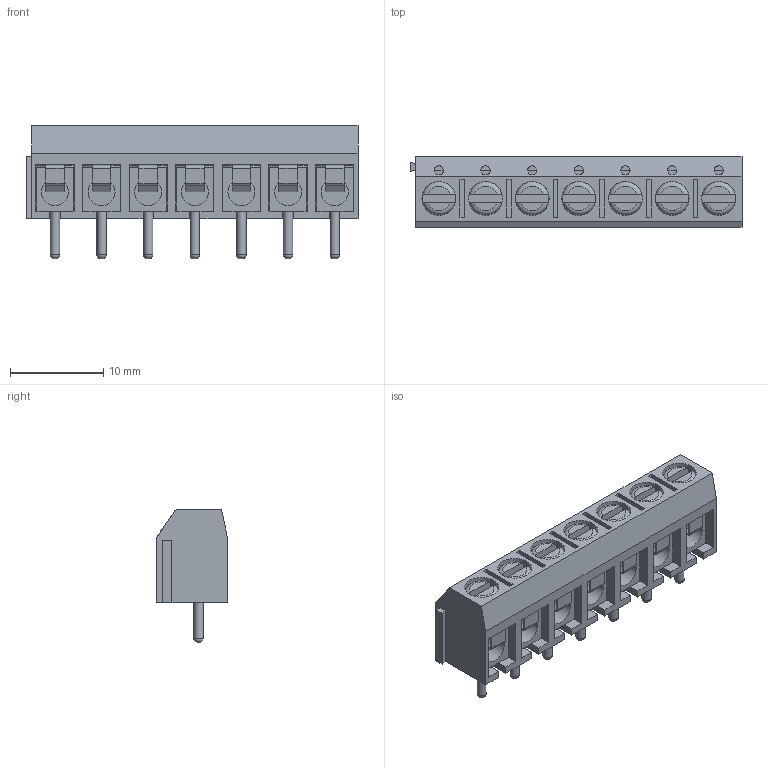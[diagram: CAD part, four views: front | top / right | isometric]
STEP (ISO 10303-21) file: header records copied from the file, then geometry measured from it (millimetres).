
FILE_DESCRIPTION(('STEP AP214'), '1');
FILE_NAME('DG301-5.0-03', '2017-07-15T10:40:07', ('Nobody'), (''), 'ASCON STEP Converter 1.3', 'ASCON Math Kernel', '');
FILE_SCHEMA(('AUTOMOTIVE_DESIGN { 1 0 10303 214 3 1 1}'));
Length unit declared in the file: millimetre
Assembly tree (21 placements, depth 2):
  (unnamed)
    (unnamed)  x7
    (unnamed)  x7
    (unnamed)  x7
Bounding box: 35.6 x 7.6 x 14.3 mm (x, y, z)
Volume: 1728.3 mm3; surface area: 4805.1 mm2
Topology: 22 solids, 22 shells, 620 faces, 1458 edges, 902 vertices
Faces by surface type: plane 459, cylinder 119, torus 28, cone 14
Full cylindrical faces by diameter (mm): 1 x14, 1.8 x7, 2 x7, 2.5 x7, 2.6 x7, 2.9 x7, 3 x7, 3.6 x7, 3.65 x7
Entity records: 9198 total; most frequent: CARTESIAN_POINT 1324, DIRECTION 1106, ORIENTED_EDGE 1088, EDGE_CURVE 544, LINE 450, VECTOR 450, VERTEX_POINT 374, AXIS2_PLACEMENT_3D 328
